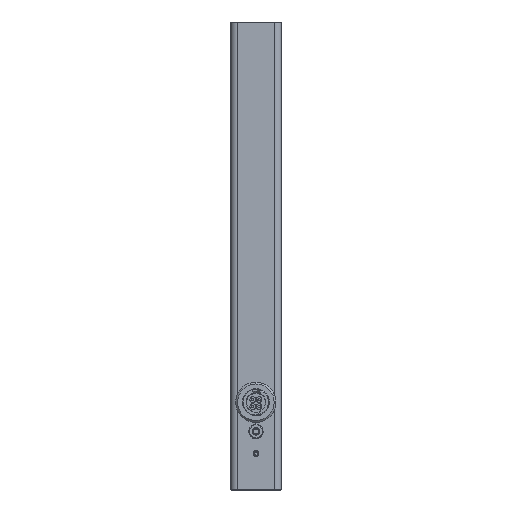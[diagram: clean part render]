
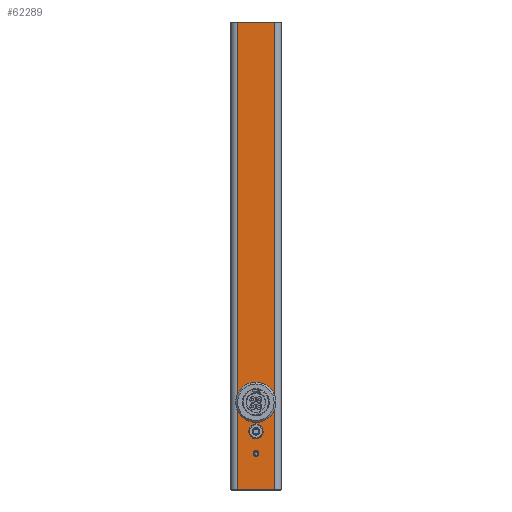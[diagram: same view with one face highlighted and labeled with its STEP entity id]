
A CAD part, front view. The second image highlights one B-rep face of the part: STEP entity #62289.
In plain terms, the highlighted face is planar.
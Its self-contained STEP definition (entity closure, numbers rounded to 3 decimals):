
#6854=FACE_BOUND('',#14272,.T.);
#6855=FACE_BOUND('',#14273,.T.);
#6856=FACE_BOUND('',#14274,.T.);
#10782=FACE_OUTER_BOUND('',#14271,.T.);
#14271=EDGE_LOOP('',(#57088,#57089,#57090,#57091));
#14272=EDGE_LOOP('',(#57092));
#14273=EDGE_LOOP('',(#57093));
#14274=EDGE_LOOP('',(#57094));
#19401=LINE('',#132100,#24490);
#19402=LINE('',#132103,#24491);
#19403=LINE('',#132105,#24492);
#19404=LINE('',#132106,#24493);
#24490=VECTOR('',#82209,0.394);
#24491=VECTOR('',#82212,0.394);
#24492=VECTOR('',#82213,0.394);
#24493=VECTOR('',#82214,0.394);
#25592=CIRCLE('',#67775,0.439);
#25594=CIRCLE('',#67778,0.128);
#25596=CIRCLE('',#67781,0.095);
#31203=VERTEX_POINT('',#131973);
#31205=VERTEX_POINT('',#131979);
#31207=VERTEX_POINT('',#131985);
#31245=VERTEX_POINT('',#132096);
#31246=VERTEX_POINT('',#132098);
#31247=VERTEX_POINT('',#132102);
#31248=VERTEX_POINT('',#132104);
#39820=EDGE_CURVE('',#31203,#31203,#25592,.T.);
#39823=EDGE_CURVE('',#31205,#31205,#25594,.T.);
#39826=EDGE_CURVE('',#31207,#31207,#25596,.T.);
#39883=EDGE_CURVE('',#31245,#31246,#19401,.T.);
#39884=EDGE_CURVE('',#31247,#31245,#19402,.T.);
#39885=EDGE_CURVE('',#31248,#31246,#19403,.T.);
#39886=EDGE_CURVE('',#31247,#31248,#19404,.T.);
#57088=ORIENTED_EDGE('',*,*,#39884,.T.);
#57089=ORIENTED_EDGE('',*,*,#39883,.T.);
#57090=ORIENTED_EDGE('',*,*,#39885,.F.);
#57091=ORIENTED_EDGE('',*,*,#39886,.F.);
#57092=ORIENTED_EDGE('',*,*,#39820,.T.);
#57093=ORIENTED_EDGE('',*,*,#39823,.T.);
#57094=ORIENTED_EDGE('',*,*,#39826,.T.);
#59068=PLANE('',#67823);
#62289=ADVANCED_FACE('',(#10782,#6854,#6855,#6856),#59068,.T.);
#67775=AXIS2_PLACEMENT_3D('',#131974,#82078,#82079);
#67778=AXIS2_PLACEMENT_3D('',#131980,#82085,#82086);
#67781=AXIS2_PLACEMENT_3D('',#131986,#82092,#82093);
#67823=AXIS2_PLACEMENT_3D('',#132101,#82210,#82211);
#82078=DIRECTION('center_axis',(0.,0.,-1.));
#82079=DIRECTION('ref_axis',(1.,0.,0.));
#82085=DIRECTION('center_axis',(0.,0.,-1.));
#82086=DIRECTION('ref_axis',(1.,0.,0.));
#82092=DIRECTION('center_axis',(0.,0.,-1.));
#82093=DIRECTION('ref_axis',(1.,0.,0.));
#82209=DIRECTION('',(1.,0.,0.));
#82210=DIRECTION('center_axis',(0.,0.,1.));
#82211=DIRECTION('ref_axis',(0.,-1.,0.));
#82212=DIRECTION('',(0.,-1.,0.));
#82213=DIRECTION('',(0.,-1.,0.));
#82214=DIRECTION('',(1.,0.,0.));
#131973=CARTESIAN_POINT('',(12.562,-26.565,-171.024));
#131974=CARTESIAN_POINT('Origin',(13.,-26.565,-171.024));
#131979=CARTESIAN_POINT('',(13.873,-26.565,-171.024));
#131980=CARTESIAN_POINT('Origin',(14.,-26.565,-171.024));
#131985=CARTESIAN_POINT('',(14.655,-26.565,-171.024));
#131986=CARTESIAN_POINT('Origin',(14.75,-26.565,-171.024));
#132096=CARTESIAN_POINT('',(0.,-27.213,-171.024));
#132098=CARTESIAN_POINT('',(16.,-27.213,-171.024));
#132100=CARTESIAN_POINT('',(0.,-27.213,-171.024));
#132101=CARTESIAN_POINT('Origin',(0.,-25.918,-171.024));
#132102=CARTESIAN_POINT('',(0.,-25.918,-171.024));
#132103=CARTESIAN_POINT('',(0.,-25.918,-171.024));
#132104=CARTESIAN_POINT('',(16.,-25.918,-171.024));
#132105=CARTESIAN_POINT('',(16.,-25.918,-171.024));
#132106=CARTESIAN_POINT('',(0.,-25.918,-171.024));
